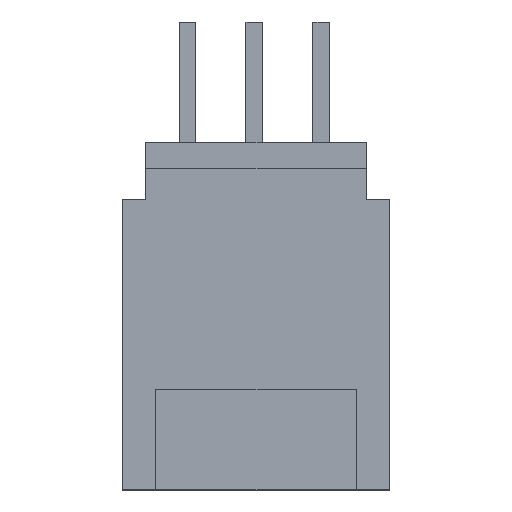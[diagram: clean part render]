
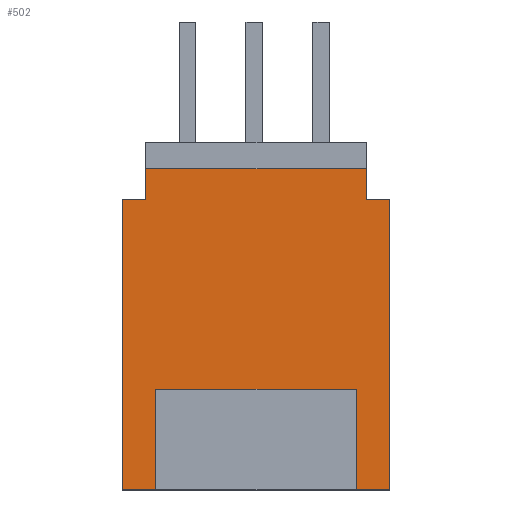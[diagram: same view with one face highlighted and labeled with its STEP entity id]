
A CAD part, top view. The second image highlights one B-rep face of the part: STEP entity #502.
In plain terms, the highlighted planar face has unit normal (0, 0, 1).
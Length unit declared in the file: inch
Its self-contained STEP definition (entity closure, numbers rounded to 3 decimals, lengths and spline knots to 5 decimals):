
#445=FACE_OUTER_BOUND('',#633,.T.);
#502=ADVANCED_FACE('',(#445),#559,.F.);
#559=PLANE('',#1507);
#633=EDGE_LOOP('',(#773,#774,#775,#776,#777,#778,#779,#780,#781,#782,#783,
#784));
#773=ORIENTED_EDGE('',*,*,#1141,.F.);
#774=ORIENTED_EDGE('',*,*,#1121,.T.);
#775=ORIENTED_EDGE('',*,*,#1095,.F.);
#776=ORIENTED_EDGE('',*,*,#1127,.F.);
#777=ORIENTED_EDGE('',*,*,#1142,.F.);
#778=ORIENTED_EDGE('',*,*,#1143,.F.);
#779=ORIENTED_EDGE('',*,*,#1099,.F.);
#780=ORIENTED_EDGE('',*,*,#1124,.F.);
#781=ORIENTED_EDGE('',*,*,#1144,.F.);
#782=ORIENTED_EDGE('',*,*,#1145,.F.);
#783=ORIENTED_EDGE('',*,*,#1139,.T.);
#784=ORIENTED_EDGE('',*,*,#1146,.F.);
#999=VERTEX_POINT('',#1882);
#1000=VERTEX_POINT('',#1884);
#1003=VERTEX_POINT('',#1890);
#1004=VERTEX_POINT('',#1892);
#1021=VERTEX_POINT('',#1934);
#1022=VERTEX_POINT('',#1938);
#1024=VERTEX_POINT('',#1944);
#1030=VERTEX_POINT('',#1967);
#1031=VERTEX_POINT('',#1969);
#1032=VERTEX_POINT('',#1973);
#1033=VERTEX_POINT('',#1975);
#1034=VERTEX_POINT('',#1978);
#1095=EDGE_CURVE('',#999,#1000,#1239,.T.);
#1099=EDGE_CURVE('',#1003,#1004,#1243,.T.);
#1121=EDGE_CURVE('',#1021,#1000,#1265,.T.);
#1124=EDGE_CURVE('',#1022,#1003,#1268,.T.);
#1127=EDGE_CURVE('',#1024,#999,#1271,.T.);
#1139=EDGE_CURVE('',#1031,#1030,#1283,.T.);
#1141=EDGE_CURVE('',#1021,#1032,#1285,.T.);
#1142=EDGE_CURVE('',#1033,#1024,#1286,.T.);
#1143=EDGE_CURVE('',#1004,#1033,#1287,.T.);
#1144=EDGE_CURVE('',#1034,#1022,#1288,.T.);
#1145=EDGE_CURVE('',#1031,#1034,#1289,.T.);
#1146=EDGE_CURVE('',#1032,#1030,#1290,.T.);
#1239=LINE('',#1883,#1383);
#1243=LINE('',#1891,#1387);
#1265=LINE('',#1933,#1409);
#1268=LINE('',#1939,#1412);
#1271=LINE('',#1945,#1415);
#1283=LINE('',#1968,#1427);
#1285=LINE('',#1972,#1429);
#1286=LINE('',#1974,#1430);
#1287=LINE('',#1976,#1431);
#1288=LINE('',#1977,#1432);
#1289=LINE('',#1979,#1433);
#1290=LINE('',#1980,#1434);
#1383=VECTOR('',#1591,1.);
#1387=VECTOR('',#1595,1.);
#1409=VECTOR('',#1623,1.);
#1412=VECTOR('',#1628,1.);
#1415=VECTOR('',#1633,1.);
#1427=VECTOR('',#1655,1.);
#1429=VECTOR('',#1659,1.);
#1430=VECTOR('',#1660,1.);
#1431=VECTOR('',#1661,1.);
#1432=VECTOR('',#1662,1.);
#1433=VECTOR('',#1663,1.);
#1434=VECTOR('',#1664,1.);
#1507=AXIS2_PLACEMENT_3D('',#1981,#1665,#1666);
#1591=DIRECTION('',(-1.,0.,0.));
#1595=DIRECTION('',(-1.,0.,0.));
#1623=DIRECTION('',(0.,-1.,0.));
#1628=DIRECTION('',(0.,-1.,0.));
#1633=DIRECTION('',(0.,-1.,0.));
#1655=DIRECTION('',(-1.,0.,0.));
#1659=DIRECTION('',(1.,0.,0.));
#1660=DIRECTION('',(-1.,0.,0.));
#1661=DIRECTION('',(0.,1.,0.));
#1662=DIRECTION('',(1.,0.,0.));
#1663=DIRECTION('',(0.,-1.,0.));
#1664=DIRECTION('',(0.,1.,0.));
#1665=DIRECTION('',(0.,0.,-1.));
#1666=DIRECTION('',(0.,1.,0.));
#1882=CARTESIAN_POINT('',(0.05,0.,0.2));
#1883=CARTESIAN_POINT('',(0.05,0.,0.2));
#1884=CARTESIAN_POINT('',(0.,0.,0.2));
#1890=CARTESIAN_POINT('',(0.4,0.,0.2));
#1891=CARTESIAN_POINT('',(0.4,0.,0.2));
#1892=CARTESIAN_POINT('',(0.35,0.,0.2));
#1933=CARTESIAN_POINT('',(0.,0.48,0.2));
#1934=CARTESIAN_POINT('',(0.,0.435,0.2));
#1938=CARTESIAN_POINT('',(0.4,0.435,0.2));
#1939=CARTESIAN_POINT('',(0.4,5.,0.2));
#1944=CARTESIAN_POINT('',(0.05,0.15,0.2));
#1945=CARTESIAN_POINT('',(0.05,5.,0.2));
#1967=CARTESIAN_POINT('',(0.035,0.48,0.2));
#1968=CARTESIAN_POINT('',(10.,0.48,0.2));
#1969=CARTESIAN_POINT('',(0.365,0.48,0.2));
#1972=CARTESIAN_POINT('',(10.,0.435,0.2));
#1973=CARTESIAN_POINT('',(0.035,0.435,0.2));
#1974=CARTESIAN_POINT('',(10.,0.15,0.2));
#1975=CARTESIAN_POINT('',(0.35,0.15,0.2));
#1976=CARTESIAN_POINT('',(0.35,5.,0.2));
#1977=CARTESIAN_POINT('',(10.,0.435,0.2));
#1978=CARTESIAN_POINT('',(0.365,0.435,0.2));
#1979=CARTESIAN_POINT('',(0.365,0.48,0.2));
#1980=CARTESIAN_POINT('',(0.035,0.48,0.2));
#1981=CARTESIAN_POINT('',(10.,0.48,0.2));
